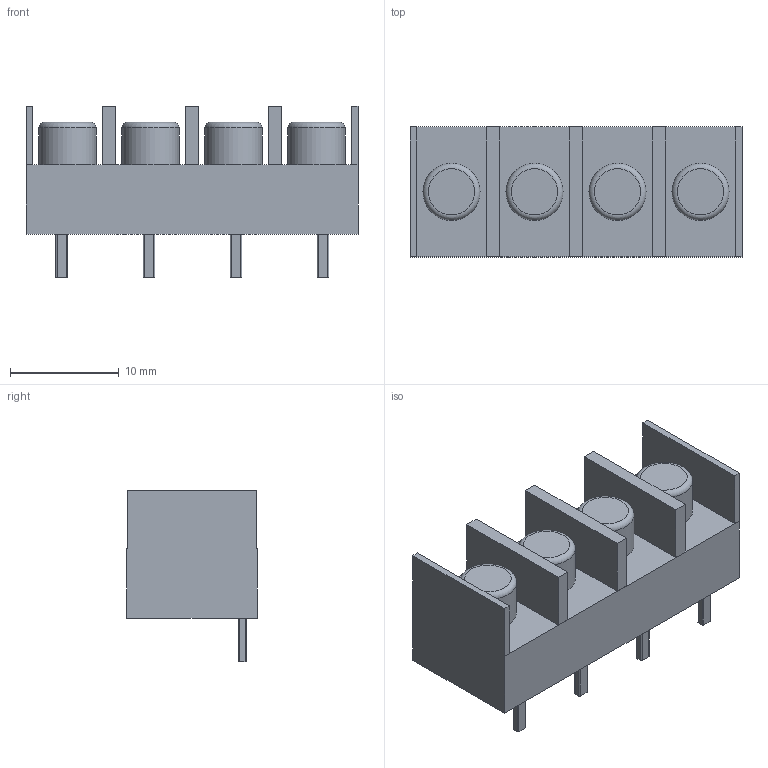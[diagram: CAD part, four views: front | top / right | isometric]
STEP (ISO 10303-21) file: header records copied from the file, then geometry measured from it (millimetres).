
FILE_DESCRIPTION(('FreeCAD Model'),'2;1');
FILE_NAME('Open CASCADE Shape Model','2025-03-08T14:18:44',(''),(''), 'Open CASCADE STEP processor 7.8','FreeCAD','Unknown');
FILE_SCHEMA(('AUTOMOTIVE_DESIGN { 1 0 10303 214 1 1 1 1 }'));
Length unit declared in the file: millimetre
Products named in the file (1): Body
Bounding box: 30.5 x 11.95 x 15.77 mm (x, y, z)
Volume: 2989.5 mm3; surface area: 2260.3 mm2
Topology: 1 solids, 1 shells, 77 faces, 188 edges, 124 vertices
Faces by surface type: plane 53, cylinder 20, torus 4
Full cylindrical faces by diameter (mm): 5.25 x4
Entity records: 2280 total; most frequent: DIRECTION 392, CARTESIAN_POINT 390, ORIENTED_EDGE 376, EDGE_CURVE 188, LINE 140, VECTOR 140, AXIS2_PLACEMENT_3D 126, VERTEX_POINT 124
